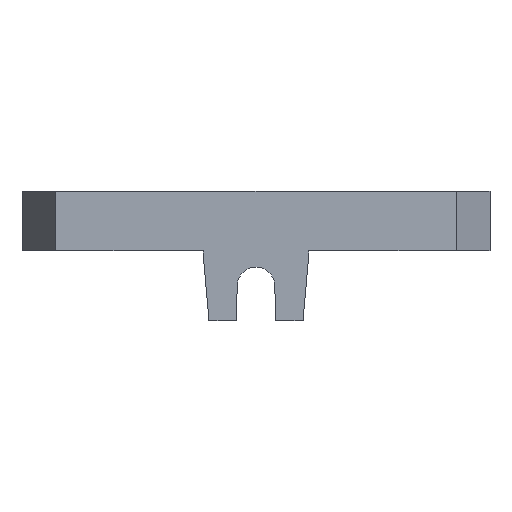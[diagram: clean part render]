
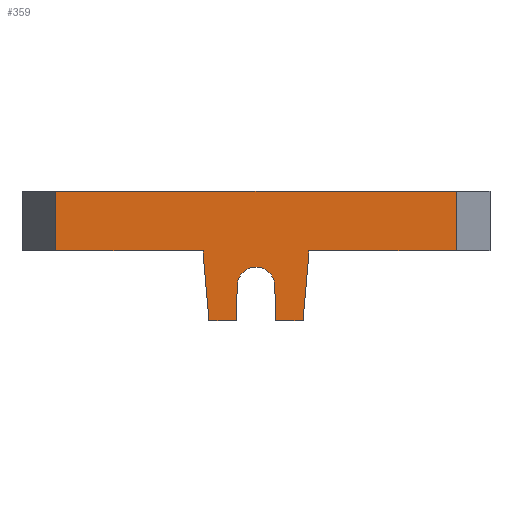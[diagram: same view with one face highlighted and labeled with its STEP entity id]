
A CAD part, front view. The second image highlights one B-rep face of the part: STEP entity #359.
In plain terms, the highlighted planar face has unit normal (0, -1, 0).
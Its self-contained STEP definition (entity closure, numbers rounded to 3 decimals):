
#305=CIRCLE('',#4266,1.6);
#359=ADVANCED_FACE('',(#720),#564,.T.);
#564=PLANE('',#4267);
#720=FACE_OUTER_BOUND('',#925,.T.);
#925=EDGE_LOOP('',(#1434,#1435,#1436,#1437,#1438,#1439,#1440,#1441,#1442,
#1443,#1444,#1445,#1446,#1447));
#1434=ORIENTED_EDGE('',*,*,#2996,.F.);
#1435=ORIENTED_EDGE('',*,*,#2865,.T.);
#1436=ORIENTED_EDGE('',*,*,#2977,.T.);
#1437=ORIENTED_EDGE('',*,*,#2794,.F.);
#1438=ORIENTED_EDGE('',*,*,#2991,.F.);
#1439=ORIENTED_EDGE('',*,*,#2997,.F.);
#1440=ORIENTED_EDGE('',*,*,#2998,.F.);
#1441=ORIENTED_EDGE('',*,*,#2999,.F.);
#1442=ORIENTED_EDGE('',*,*,#3000,.F.);
#1443=ORIENTED_EDGE('',*,*,#3001,.F.);
#1444=ORIENTED_EDGE('',*,*,#2993,.F.);
#1445=ORIENTED_EDGE('',*,*,#2995,.F.);
#1446=ORIENTED_EDGE('',*,*,#2981,.F.);
#1447=ORIENTED_EDGE('',*,*,#2858,.F.);
#2374=VERTEX_POINT('',#5692);
#2376=VERTEX_POINT('',#5695);
#2439=VERTEX_POINT('',#5821);
#2440=VERTEX_POINT('',#5823);
#2448=VERTEX_POINT('',#5839);
#2449=VERTEX_POINT('',#5840);
#2560=VERTEX_POINT('',#6067);
#2569=VERTEX_POINT('',#6089);
#2570=VERTEX_POINT('',#6093);
#2571=VERTEX_POINT('',#6095);
#2572=VERTEX_POINT('',#6102);
#2573=VERTEX_POINT('',#6104);
#2574=VERTEX_POINT('',#6106);
#2575=VERTEX_POINT('',#6108);
#2794=EDGE_CURVE('',#2374,#2376,#3372,.T.);
#2858=EDGE_CURVE('',#2439,#2440,#3420,.T.);
#2865=EDGE_CURVE('',#2448,#2449,#3426,.T.);
#2977=EDGE_CURVE('',#2449,#2376,#3508,.T.);
#2981=EDGE_CURVE('',#2440,#2560,#3512,.T.);
#2991=EDGE_CURVE('',#2569,#2374,#3521,.T.);
#2993=EDGE_CURVE('',#2570,#2571,#3523,.T.);
#2995=EDGE_CURVE('',#2560,#2570,#3525,.T.);
#2996=EDGE_CURVE('',#2448,#2439,#3526,.T.);
#2997=EDGE_CURVE('',#2572,#2569,#3527,.T.);
#2998=EDGE_CURVE('',#2573,#2572,#3528,.T.);
#2999=EDGE_CURVE('',#2574,#2573,#3529,.T.);
#3000=EDGE_CURVE('',#2575,#2574,#305,.T.);
#3001=EDGE_CURVE('',#2571,#2575,#3530,.T.);
#3372=LINE('',#5694,#3807);
#3420=LINE('',#5822,#3855);
#3426=LINE('',#5838,#3861);
#3508=LINE('',#6063,#3943);
#3512=LINE('',#6070,#3947);
#3521=LINE('',#6090,#3956);
#3523=LINE('',#6094,#3958);
#3525=LINE('',#6098,#3960);
#3526=LINE('',#6100,#3961);
#3527=LINE('',#6101,#3962);
#3528=LINE('',#6103,#3963);
#3529=LINE('',#6105,#3964);
#3530=LINE('',#6109,#3965);
#3807=VECTOR('',#4598,1.);
#3855=VECTOR('',#4678,1.);
#3861=VECTOR('',#4688,1.);
#3943=VECTOR('',#4832,1.);
#3947=VECTOR('',#4838,1.);
#3956=VECTOR('',#4853,1.);
#3958=VECTOR('',#4857,1.);
#3960=VECTOR('',#4861,1.);
#3961=VECTOR('',#4864,1.);
#3962=VECTOR('',#4865,1.);
#3963=VECTOR('',#4866,1.);
#3964=VECTOR('',#4867,1.);
#3965=VECTOR('',#4870,1.);
#4266=AXIS2_PLACEMENT_3D('',#6107,#4868,#4869);
#4267=AXIS2_PLACEMENT_3D('',#6110,#4871,#4872);
#4598=DIRECTION('',(-1.,0.,0.));
#4678=DIRECTION('',(-1.,0.,0.));
#4688=DIRECTION('',(-1.,0.,0.));
#4832=DIRECTION('',(0.,0.,-1.));
#4838=DIRECTION('',(0.,0.,-1.));
#4853=DIRECTION('',(0.,0.,1.));
#4857=DIRECTION('',(-1.,0.,0.));
#4861=DIRECTION('',(-0.087,0.,-0.996));
#4864=DIRECTION('',(0.,0.,-1.));
#4865=DIRECTION('',(-0.087,0.,0.996));
#4866=DIRECTION('',(-1.,0.,0.));
#4867=DIRECTION('',(-0.035,0.,-0.999));
#4868=DIRECTION('',(0.,-1.,0.));
#4869=DIRECTION('',(0.999,0.,0.035));
#4870=DIRECTION('',(-0.035,0.,0.999));
#4871=DIRECTION('',(0.,-1.,0.));
#4872=DIRECTION('',(0.,0.,-1.));
#5692=CARTESIAN_POINT('',(-4.5,5.,-5.1));
#5694=CARTESIAN_POINT('',(-4.5,5.,-5.1));
#5695=CARTESIAN_POINT('',(-17.113,5.,-5.1));
#5821=CARTESIAN_POINT('',(17.113,5.,-5.1));
#5822=CARTESIAN_POINT('',(17.113,5.,-5.1));
#5823=CARTESIAN_POINT('',(4.5,5.,-5.1));
#5838=CARTESIAN_POINT('',(17.113,5.,0.));
#5839=CARTESIAN_POINT('',(17.113,5.,0.));
#5840=CARTESIAN_POINT('',(-17.113,5.,0.));
#6063=CARTESIAN_POINT('',(-17.113,5.,0.));
#6067=CARTESIAN_POINT('',(4.5,5.,-5.6));
#6070=CARTESIAN_POINT('',(4.5,5.,-5.1));
#6089=CARTESIAN_POINT('',(-4.5,5.,-5.6));
#6090=CARTESIAN_POINT('',(-4.5,5.,-5.6));
#6093=CARTESIAN_POINT('',(4.019,5.,-11.1));
#6094=CARTESIAN_POINT('',(4.019,5.,-11.1));
#6095=CARTESIAN_POINT('',(1.706,5.,-11.1));
#6098=CARTESIAN_POINT('',(4.5,5.,-5.6));
#6100=CARTESIAN_POINT('',(17.113,5.,0.));
#6101=CARTESIAN_POINT('',(-4.019,5.,-11.1));
#6102=CARTESIAN_POINT('',(-4.019,5.,-11.1));
#6103=CARTESIAN_POINT('',(-1.706,5.,-11.1));
#6104=CARTESIAN_POINT('',(-1.706,5.,-11.1));
#6105=CARTESIAN_POINT('',(-1.599,5.,-8.044));
#6106=CARTESIAN_POINT('',(-1.599,5.,-8.044));
#6107=CARTESIAN_POINT('',(0.,5.,-8.1));
#6108=CARTESIAN_POINT('',(1.599,5.,-8.044));
#6109=CARTESIAN_POINT('',(1.706,5.,-11.1));
#6110=CARTESIAN_POINT('',(17.113,5.,0.));
